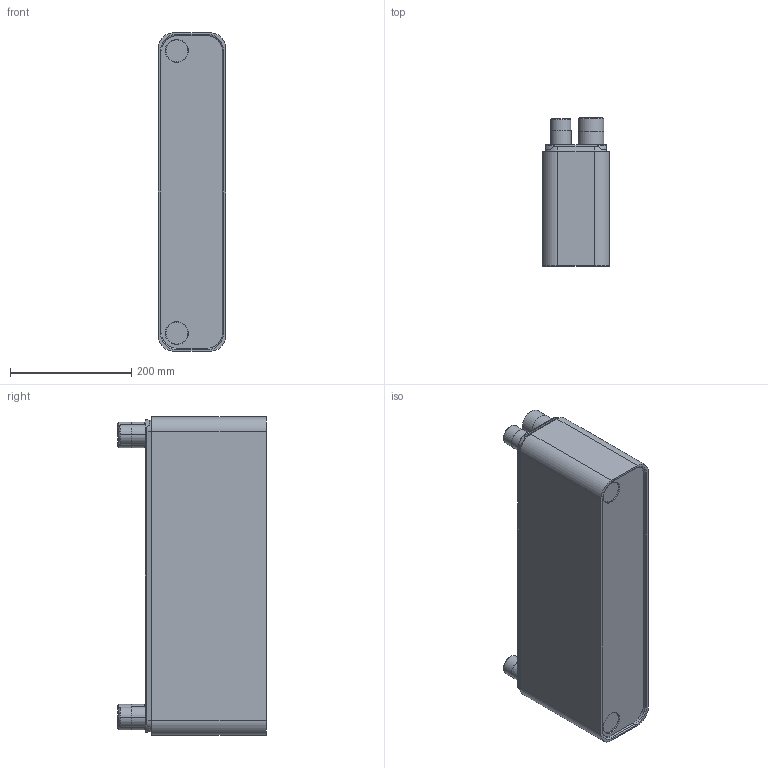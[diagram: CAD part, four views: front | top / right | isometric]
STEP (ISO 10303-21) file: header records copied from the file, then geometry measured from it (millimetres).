
FILE_DESCRIPTION((''),'2;1');
FILE_NAME('AN52_80H_3288050289_ASM','2012-06-06T',('CNSHLGO'),(''),'PRO/ENGINEER BY PARAMETRIC TECHNOLOGY CORPORATION, 2007390','PRO/ENGINEER BY PARAMETRIC TECHNOLOGY CORPORATION, 2007390','');
FILE_SCHEMA(('CONFIG_CONTROL_DESIGN'));
Length unit declared in the file: millimetre
Products named in the file (6): CB52_80H_CH_BLOCK; AN52_FP_S1S2_32_S3S4_25; CB52_PP; V24_ISO_228-1; V22_ISO_228-1; AN52_80H_3288050289_ASM
Assembly tree (7 placements, depth 2):
  AN52_80H_3288050289_ASM
    CB52_80H_CH_BLOCK
    AN52_FP_S1S2_32_S3S4_25
    CB52_PP
    V24_ISO_228-1  x2
    V22_ISO_228-1  x2
Bounding box: 111 x 244.7 x 526 mm (x, y, z)
Volume: 10649461.2 mm3; surface area: 684444.9 mm2
Topology: 7 solids, 7 shells, 316 faces, 692 edges, 416 vertices
Faces by surface type: cylinder 108, torus 92, plane 68, cone 48
Entity records: 7816 total; most frequent: CARTESIAN_POINT 1502, DIRECTION 1478, ORIENTED_EDGE 1184, AXIS2_PLACEMENT_3D 647, EDGE_CURVE 592, CIRCLE 368, VERTEX_POINT 356, EDGE_LOOP 306
